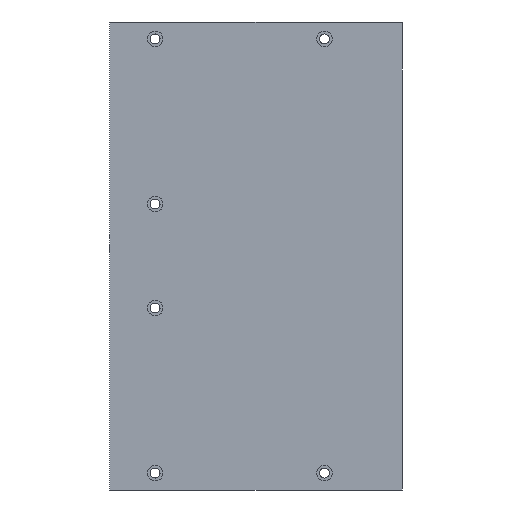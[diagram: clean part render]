
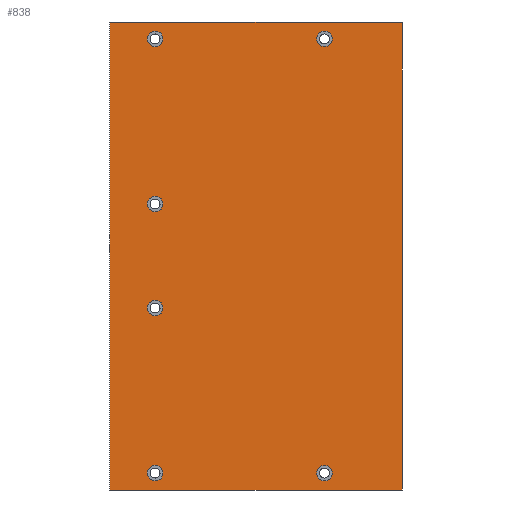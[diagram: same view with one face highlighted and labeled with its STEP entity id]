
A CAD part, left-side view. The second image highlights one B-rep face of the part: STEP entity #838.
In plain terms, the highlighted planar face has unit normal (-1, 0, 0).
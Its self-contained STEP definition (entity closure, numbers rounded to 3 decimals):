
#20 = CARTESIAN_POINT ( 'NONE',  ( -150., 128.093, 20. ) ) ;
#31 = DIRECTION ( 'NONE',  ( 0., -1., 0. ) ) ;
#32 = LINE ( 'NONE', #1369, #76 ) ;
#47 = FACE_BOUND ( 'NONE', #848, .T. ) ;
#49 = DIRECTION ( 'NONE',  ( -1., 0., 0. ) ) ;
#51 = EDGE_LOOP ( 'NONE', ( #84, #133 ) ) ;
#52 = DIRECTION ( 'NONE',  ( 0., 0., -1. ) ) ;
#63 = VERTEX_POINT ( 'NONE', #69 ) ;
#69 = CARTESIAN_POINT ( 'NONE',  ( -150., 125.093, 83.5 ) ) ;
#74 = LINE ( 'NONE', #1293, #1392 ) ;
#76 = VECTOR ( 'NONE', #52, 1000. ) ;
#84 = ORIENTED_EDGE ( 'NONE', *, *, #1159, .F. ) ;
#85 = ORIENTED_EDGE ( 'NONE', *, *, #353, .F. ) ;
#88 = CARTESIAN_POINT ( 'NONE',  ( -150., 128.093, 83.5 ) ) ;
#93 = AXIS2_PLACEMENT_3D ( 'NONE', #1340, #889, #239 ) ;
#94 = DIRECTION ( 'NONE',  ( 0., -1., 0. ) ) ;
#105 = CARTESIAN_POINT ( 'NONE',  ( -150., 128.093, -83.5 ) ) ;
#106 = VERTEX_POINT ( 'NONE', #724 ) ;
#121 = ORIENTED_EDGE ( 'NONE', *, *, #1085, .F. ) ;
#123 = EDGE_LOOP ( 'NONE', ( #826, #488 ) ) ;
#132 = DIRECTION ( 'NONE',  ( 0., -1., 0. ) ) ;
#133 = ORIENTED_EDGE ( 'NONE', *, *, #981, .F. ) ;
#143 = DIRECTION ( 'NONE',  ( -1., 0., 0. ) ) ;
#145 = AXIS2_PLACEMENT_3D ( 'NONE', #378, #49, #1362 ) ;
#153 = CARTESIAN_POINT ( 'NONE',  ( -150., 145.593, -90. ) ) ;
#157 = CARTESIAN_POINT ( 'NONE',  ( -150., 125.093, -83.5 ) ) ;
#164 = VECTOR ( 'NONE', #1308, 1000. ) ;
#179 = VERTEX_POINT ( 'NONE', #194 ) ;
#180 = CIRCLE ( 'NONE', #405, 3. ) ;
#188 = ORIENTED_EDGE ( 'NONE', *, *, #1188, .T. ) ;
#192 = AXIS2_PLACEMENT_3D ( 'NONE', #20, #333, #132 ) ;
#194 = CARTESIAN_POINT ( 'NONE',  ( -150., 131.093, -20. ) ) ;
#204 = VERTEX_POINT ( 'NONE', #1208 ) ;
#213 = EDGE_CURVE ( 'NONE', #995, #749, #1098, .T. ) ;
#239 = DIRECTION ( 'NONE',  ( 0., -1., 0. ) ) ;
#254 = CARTESIAN_POINT ( 'NONE',  ( -150., 128.093, 83.5 ) ) ;
#256 = PLANE ( 'NONE',  #530 ) ;
#263 = DIRECTION ( 'NONE',  ( 0., -1., 0. ) ) ;
#269 = FACE_BOUND ( 'NONE', #1158, .T. ) ;
#275 = AXIS2_PLACEMENT_3D ( 'NONE', #105, #961, #630 ) ;
#282 = LINE ( 'NONE', #318, #164 ) ;
#289 = AXIS2_PLACEMENT_3D ( 'NONE', #856, #745, #423 ) ;
#296 = CIRCLE ( 'NONE', #1252, 3. ) ;
#306 = DIRECTION ( 'NONE',  ( -1., 0., 0. ) ) ;
#318 = CARTESIAN_POINT ( 'NONE',  ( -150., 33., -90. ) ) ;
#319 = VECTOR ( 'NONE', #978, 1000. ) ;
#333 = DIRECTION ( 'NONE',  ( -1., 0., 0. ) ) ;
#349 = CIRCLE ( 'NONE', #1390, 3. ) ;
#353 = EDGE_CURVE ( 'NONE', #204, #63, #397, .T. ) ;
#360 = DIRECTION ( 'NONE',  ( 0., -1., 0. ) ) ;
#368 = VERTEX_POINT ( 'NONE', #792 ) ;
#378 = CARTESIAN_POINT ( 'NONE',  ( -150., 63., 83.5 ) ) ;
#394 = DIRECTION ( 'NONE',  ( -1., 0., 0. ) ) ;
#397 = CIRCLE ( 'NONE', #411, 3. ) ;
#405 = AXIS2_PLACEMENT_3D ( 'NONE', #1021, #143, #360 ) ;
#411 = AXIS2_PLACEMENT_3D ( 'NONE', #254, #438, #263 ) ;
#423 = DIRECTION ( 'NONE',  ( 0., -1., 0. ) ) ;
#438 = DIRECTION ( 'NONE',  ( -1., 0., 0. ) ) ;
#442 = CARTESIAN_POINT ( 'NONE',  ( -150., 33., -90. ) ) ;
#477 = VERTEX_POINT ( 'NONE', #1260 ) ;
#481 = EDGE_CURVE ( 'NONE', #1320, #477, #540, .T. ) ;
#488 = ORIENTED_EDGE ( 'NONE', *, *, #703, .F. ) ;
#510 = ORIENTED_EDGE ( 'NONE', *, *, #804, .F. ) ;
#515 = CIRCLE ( 'NONE', #909, 3. ) ;
#518 = CIRCLE ( 'NONE', #631, 3. ) ;
#519 = ORIENTED_EDGE ( 'NONE', *, *, #991, .T. ) ;
#520 = CARTESIAN_POINT ( 'NONE',  ( -150., 33., 231.143 ) ) ;
#530 = AXIS2_PLACEMENT_3D ( 'NONE', #1130, #1126, #31 ) ;
#538 = FACE_BOUND ( 'NONE', #123, .T. ) ;
#540 = CIRCLE ( 'NONE', #145, 3. ) ;
#541 = CARTESIAN_POINT ( 'NONE',  ( -150., 63., 83.5 ) ) ;
#555 = FACE_BOUND ( 'NONE', #1305, .T. ) ;
#595 = DIRECTION ( 'NONE',  ( -1., 0., 0. ) ) ;
#603 = LINE ( 'NONE', #520, #319 ) ;
#630 = DIRECTION ( 'NONE',  ( 0., -1., 0. ) ) ;
#631 = AXIS2_PLACEMENT_3D ( 'NONE', #1147, #595, #1155 ) ;
#637 = CARTESIAN_POINT ( 'NONE',  ( -150., 125.093, -20. ) ) ;
#644 = ORIENTED_EDGE ( 'NONE', *, *, #687, .F. ) ;
#657 = CARTESIAN_POINT ( 'NONE',  ( -150., 125.093, 20. ) ) ;
#673 = EDGE_CURVE ( 'NONE', #1395, #1211, #282, .T. ) ;
#676 = ORIENTED_EDGE ( 'NONE', *, *, #744, .F. ) ;
#687 = EDGE_CURVE ( 'NONE', #807, #1395, #603, .T. ) ;
#702 = CIRCLE ( 'NONE', #93, 3. ) ;
#703 = EDGE_CURVE ( 'NONE', #477, #1320, #349, .T. ) ;
#718 = DIRECTION ( 'NONE',  ( -1., 0., 0. ) ) ;
#721 = EDGE_CURVE ( 'NONE', #368, #743, #968, .T. ) ;
#724 = CARTESIAN_POINT ( 'NONE',  ( -150., 66., -83.5 ) ) ;
#743 = VERTEX_POINT ( 'NONE', #657 ) ;
#744 = EDGE_CURVE ( 'NONE', #1072, #179, #702, .T. ) ;
#745 = DIRECTION ( 'NONE',  ( -1., 0., 0. ) ) ;
#749 = VERTEX_POINT ( 'NONE', #959 ) ;
#774 = AXIS2_PLACEMENT_3D ( 'NONE', #1270, #918, #1144 ) ;
#779 = VERTEX_POINT ( 'NONE', #1215 ) ;
#792 = CARTESIAN_POINT ( 'NONE',  ( -150., 131.093, 20. ) ) ;
#804 = EDGE_CURVE ( 'NONE', #743, #368, #845, .T. ) ;
#807 = VERTEX_POINT ( 'NONE', #880 ) ;
#823 = FACE_BOUND ( 'NONE', #971, .T. ) ;
#825 = EDGE_CURVE ( 'NONE', #179, #1072, #180, .T. ) ;
#826 = ORIENTED_EDGE ( 'NONE', *, *, #481, .F. ) ;
#838 = ADVANCED_FACE ( 'NONE', ( #538, #47, #823, #555, #269, #1396, #1111 ), #256, .T. ) ;
#839 = CARTESIAN_POINT ( 'NONE',  ( -150., 63., -83.5 ) ) ;
#845 = CIRCLE ( 'NONE', #192, 3. ) ;
#848 = EDGE_LOOP ( 'NONE', ( #121, #85 ) ) ;
#850 = DIRECTION ( 'NONE',  ( 0., 1., 0. ) ) ;
#856 = CARTESIAN_POINT ( 'NONE',  ( -150., 128.093, 20. ) ) ;
#880 = CARTESIAN_POINT ( 'NONE',  ( -150., 33., 90. ) ) ;
#889 = DIRECTION ( 'NONE',  ( -1., 0., 0. ) ) ;
#909 = AXIS2_PLACEMENT_3D ( 'NONE', #839, #718, #940 ) ;
#918 = DIRECTION ( 'NONE',  ( -1., 0., 0. ) ) ;
#940 = DIRECTION ( 'NONE',  ( 0., -1., 0. ) ) ;
#959 = CARTESIAN_POINT ( 'NONE',  ( -150., 131.093, -83.5 ) ) ;
#961 = DIRECTION ( 'NONE',  ( -1., 0., 0. ) ) ;
#962 = DIRECTION ( 'NONE',  ( 0., -1., 0. ) ) ;
#968 = CIRCLE ( 'NONE', #289, 3. ) ;
#971 = EDGE_LOOP ( 'NONE', ( #510, #1399 ) ) ;
#978 = DIRECTION ( 'NONE',  ( 0., 0., -1. ) ) ;
#981 = EDGE_CURVE ( 'NONE', #106, #1284, #518, .T. ) ;
#991 = EDGE_CURVE ( 'NONE', #779, #1211, #32, .T. ) ;
#995 = VERTEX_POINT ( 'NONE', #157 ) ;
#1008 = ORIENTED_EDGE ( 'NONE', *, *, #213, .F. ) ;
#1014 = EDGE_CURVE ( 'NONE', #749, #995, #1228, .T. ) ;
#1021 = CARTESIAN_POINT ( 'NONE',  ( -150., 128.093, -20. ) ) ;
#1054 = ORIENTED_EDGE ( 'NONE', *, *, #673, .F. ) ;
#1072 = VERTEX_POINT ( 'NONE', #637 ) ;
#1075 = CARTESIAN_POINT ( 'NONE',  ( -150., 60., 83.5 ) ) ;
#1085 = EDGE_CURVE ( 'NONE', #63, #204, #296, .T. ) ;
#1098 = CIRCLE ( 'NONE', #275, 3. ) ;
#1111 = FACE_OUTER_BOUND ( 'NONE', #1378, .T. ) ;
#1126 = DIRECTION ( 'NONE',  ( -1., 0., 0. ) ) ;
#1130 = CARTESIAN_POINT ( 'NONE',  ( -150., 0., 231.143 ) ) ;
#1144 = DIRECTION ( 'NONE',  ( 0., -1., 0. ) ) ;
#1147 = CARTESIAN_POINT ( 'NONE',  ( -150., 63., -83.5 ) ) ;
#1155 = DIRECTION ( 'NONE',  ( 0., -1., 0. ) ) ;
#1158 = EDGE_LOOP ( 'NONE', ( #1008, #1222 ) ) ;
#1159 = EDGE_CURVE ( 'NONE', #1284, #106, #515, .T. ) ;
#1187 = CARTESIAN_POINT ( 'NONE',  ( -150., 60., -83.5 ) ) ;
#1188 = EDGE_CURVE ( 'NONE', #807, #779, #74, .T. ) ;
#1208 = CARTESIAN_POINT ( 'NONE',  ( -150., 131.093, 83.5 ) ) ;
#1211 = VERTEX_POINT ( 'NONE', #153 ) ;
#1215 = CARTESIAN_POINT ( 'NONE',  ( -150., 145.593, 90. ) ) ;
#1222 = ORIENTED_EDGE ( 'NONE', *, *, #1014, .F. ) ;
#1228 = CIRCLE ( 'NONE', #774, 3. ) ;
#1251 = ORIENTED_EDGE ( 'NONE', *, *, #825, .F. ) ;
#1252 = AXIS2_PLACEMENT_3D ( 'NONE', #88, #394, #962 ) ;
#1260 = CARTESIAN_POINT ( 'NONE',  ( -150., 66., 83.5 ) ) ;
#1270 = CARTESIAN_POINT ( 'NONE',  ( -150., 128.093, -83.5 ) ) ;
#1284 = VERTEX_POINT ( 'NONE', #1187 ) ;
#1293 = CARTESIAN_POINT ( 'NONE',  ( -150., 33., 90. ) ) ;
#1305 = EDGE_LOOP ( 'NONE', ( #676, #1251 ) ) ;
#1308 = DIRECTION ( 'NONE',  ( 0., 1., 0. ) ) ;
#1320 = VERTEX_POINT ( 'NONE', #1075 ) ;
#1340 = CARTESIAN_POINT ( 'NONE',  ( -150., 128.093, -20. ) ) ;
#1362 = DIRECTION ( 'NONE',  ( 0., -1., 0. ) ) ;
#1369 = CARTESIAN_POINT ( 'NONE',  ( -150., 145.593, 231.143 ) ) ;
#1378 = EDGE_LOOP ( 'NONE', ( #644, #188, #519, #1054 ) ) ;
#1390 = AXIS2_PLACEMENT_3D ( 'NONE', #541, #306, #94 ) ;
#1392 = VECTOR ( 'NONE', #850, 1000. ) ;
#1395 = VERTEX_POINT ( 'NONE', #442 ) ;
#1396 = FACE_BOUND ( 'NONE', #51, .T. ) ;
#1399 = ORIENTED_EDGE ( 'NONE', *, *, #721, .F. ) ;
